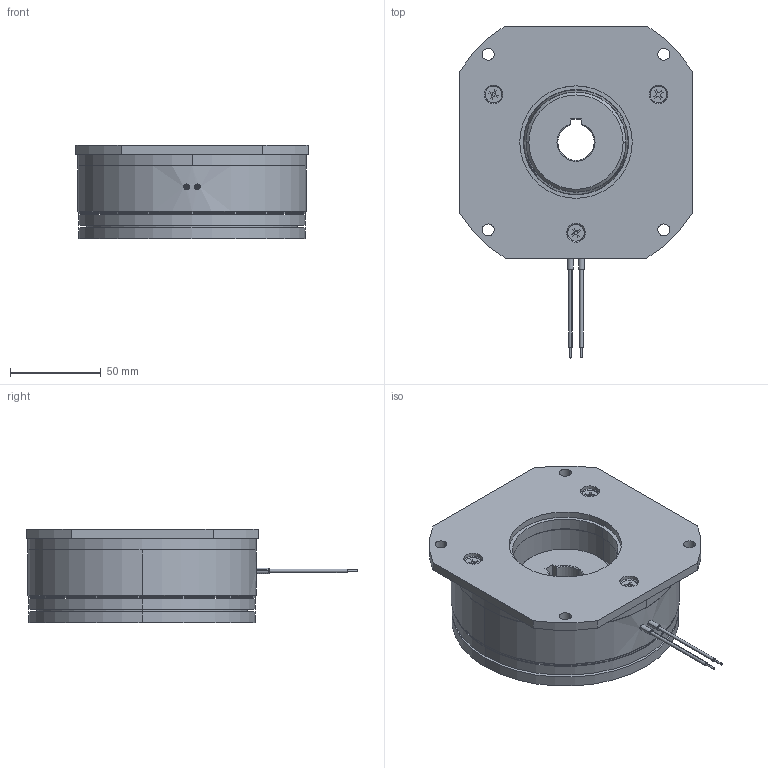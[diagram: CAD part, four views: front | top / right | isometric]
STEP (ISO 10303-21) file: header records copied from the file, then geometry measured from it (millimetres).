
FILE_DESCRIPTION (( 'STEP AP214' ), '1' );
FILE_NAME ('dr_bk_09P1-220_mu.STEP', '2021-11-30T14:03:01', ( '' ), ( '' ), 'SwSTEP 2.0', 'SolidWorks 2019', '' );
FILE_SCHEMA (( 'AUTOMOTIVE_DESIGN' ));
Length unit declared in the file: millimetre
Products named in the file (9): 10068848_000_eingebaut in 09.P1.010-0009 Ankerteil; 10069462_000; 10069032_000; 10069035_000; dr_bk_09P1-220_mu; 10068976_000; 10069034_000; 10068853_000_Montagezustand; 10069033_000
Assembly tree (18 placements, depth 4):
  dr_bk_09P1-220_mu
    10068976_000
    10069035_000
      10069462_000
      10069033_000
        10069032_000
        10069034_000
        10068848_000_eingebaut in 09.P1.010-0009 Ankerteil  x3
        10068853_000_Montagezustand  x3
      10068848_000_eingebaut in 09.P1.010-0009 Ankerteil  x3
      10068853_000_Montagezustand  x3
Bounding box: 128 x 183 x 51.5 mm (x, y, z)
Volume: 555837.8 mm3; surface area: 120884.9 mm2
Topology: 18 solids, 18 shells, 641 faces, 1613 edges, 1028 vertices
Faces by surface type: plane 194, cylinder 177, bspline 132, cone 102, torus 24, sphere 12
Entity records: 26337 total; most frequent: CARTESIAN_POINT 12021, ORIENTED_EDGE 2702, DIRECTION 2163, EDGE_CURVE 1351, VERTEX_POINT 878, AXIS2_PLACEMENT_3D 773, VECTOR 617, LINE 617
